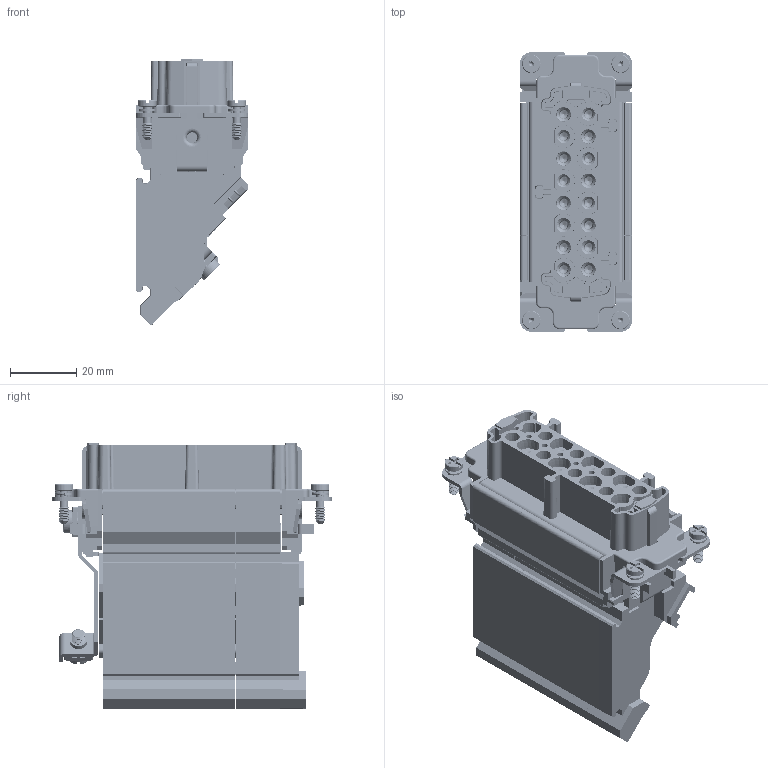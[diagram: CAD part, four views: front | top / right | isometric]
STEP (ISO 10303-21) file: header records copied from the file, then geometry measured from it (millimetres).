
FILE_DESCRIPTION(/* description */ (''),/* implementation_level */ '2;1');
FILE_NAME(/* name */ 'HE-016-FQ.AV.L.stp',/* time_stamp */ '2023-08-11T09:36:56+08:00',/* author */ (''),/* organization */ (''),/* preprocessor_version */ 'ST-DEVELOPER v18.1',/* originating_system */ 'SIEMENS PLM Software NX 1980',/* authorisation */ '');
FILE_SCHEMA (('AP203_CONFIGURATION_CONTROLLED_3D_DESIGN_OF_MECHANICAL_PARTS_AND_ASSEMBLIES_MIM_LF { 1 0 10303 203 3 1 4 }'));
Products named in the file (1): _model1
Bounding box: 34 x 84.5 x 80.45 mm (x, y, z)
Volume: 72385.7 mm3; surface area: 101481.9 mm2
Topology: 10 solids, 30 shells, 9562 faces, 28343 edges, 18556 vertices
Faces by surface type: plane 6035, cylinder 2422, cone 655, torus 211, bspline 174, revolution 64, extrusion 1
Full cylindrical faces by diameter (mm): 2 x8, 2.4 x4, 2.9 x16, 4.5 x16, 5.6 x4
Entity records: 378103 total; most frequent: CARTESIAN_POINT 93837, ORIENTED_EDGE 56158, DIRECTION 46596, EDGE_CURVE 28079, VERTEX_POINT 18460, VECTOR 18126, LINE 18125, AXIS2_PLACEMENT_3D 14203
